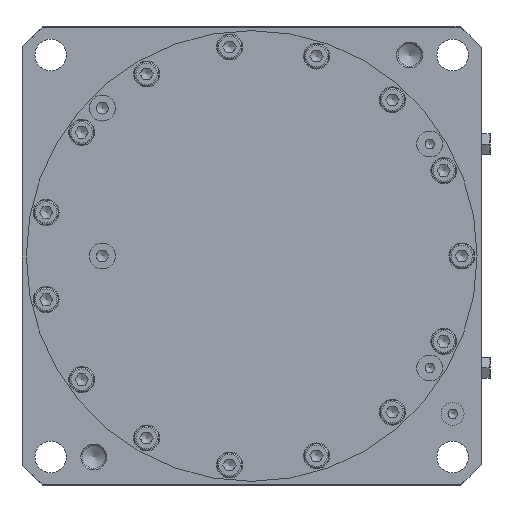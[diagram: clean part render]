
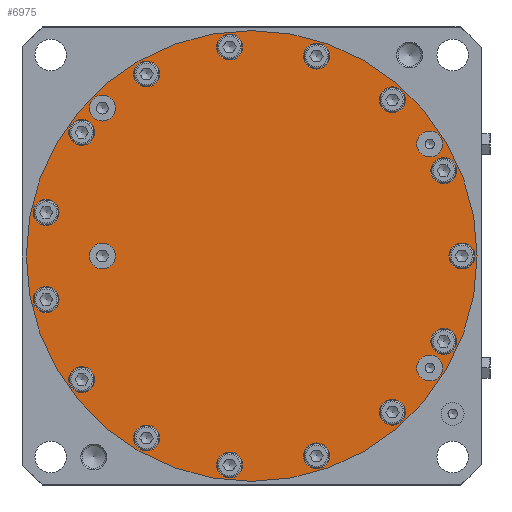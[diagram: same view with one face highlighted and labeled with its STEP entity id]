
A CAD part, front view. The second image highlights one B-rep face of the part: STEP entity #6975.
In plain terms, the highlighted face is planar.
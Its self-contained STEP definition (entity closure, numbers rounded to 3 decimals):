
#1493=PLANE('',#7933);
#1783=FACE_BOUND('',#2861,.T.);
#1784=FACE_BOUND('',#2862,.T.);
#1785=FACE_BOUND('',#2863,.T.);
#1786=FACE_BOUND('',#2864,.T.);
#1787=FACE_BOUND('',#2865,.T.);
#1788=FACE_BOUND('',#2866,.T.);
#1789=FACE_BOUND('',#2867,.T.);
#1790=FACE_BOUND('',#2868,.T.);
#1791=FACE_BOUND('',#2869,.T.);
#1792=FACE_BOUND('',#2870,.T.);
#1793=FACE_BOUND('',#2871,.T.);
#1794=FACE_BOUND('',#2872,.T.);
#1795=FACE_BOUND('',#2873,.T.);
#1796=FACE_BOUND('',#2874,.T.);
#1797=FACE_BOUND('',#2875,.T.);
#1798=FACE_BOUND('',#2876,.T.);
#1799=FACE_BOUND('',#2877,.T.);
#1800=FACE_BOUND('',#2878,.T.);
#1801=FACE_BOUND('',#2879,.T.);
#2218=FACE_OUTER_BOUND('',#2860,.T.);
#2860=EDGE_LOOP('',(#6358));
#2861=EDGE_LOOP('',(#6359));
#2862=EDGE_LOOP('',(#6360));
#2863=EDGE_LOOP('',(#6361));
#2864=EDGE_LOOP('',(#6362));
#2865=EDGE_LOOP('',(#6363));
#2866=EDGE_LOOP('',(#6364));
#2867=EDGE_LOOP('',(#6365));
#2868=EDGE_LOOP('',(#6366));
#2869=EDGE_LOOP('',(#6367));
#2870=EDGE_LOOP('',(#6368));
#2871=EDGE_LOOP('',(#6369));
#2872=EDGE_LOOP('',(#6370));
#2873=EDGE_LOOP('',(#6371));
#2874=EDGE_LOOP('',(#6372));
#2875=EDGE_LOOP('',(#6373));
#2876=EDGE_LOOP('',(#6374));
#2877=EDGE_LOOP('',(#6375));
#2878=EDGE_LOOP('',(#6376));
#2879=EDGE_LOOP('',(#6377));
#3115=CIRCLE('',#7800,4.5);
#3119=CIRCLE('',#7807,4.5);
#3123=CIRCLE('',#7814,4.5);
#3127=CIRCLE('',#7821,4.5);
#3131=CIRCLE('',#7828,4.5);
#3135=CIRCLE('',#7835,4.5);
#3139=CIRCLE('',#7842,4.5);
#3143=CIRCLE('',#7849,4.5);
#3147=CIRCLE('',#7856,4.5);
#3151=CIRCLE('',#7863,4.5);
#3155=CIRCLE('',#7870,4.5);
#3159=CIRCLE('',#7877,4.5);
#3163=CIRCLE('',#7884,4.5);
#3167=CIRCLE('',#7891,4.5);
#3171=CIRCLE('',#7898,4.5);
#3175=CIRCLE('',#7905,4.5);
#3179=CIRCLE('',#7912,4.5);
#3183=CIRCLE('',#7919,4.5);
#3187=CIRCLE('',#7926,4.5);
#3189=CIRCLE('',#7930,78.5);
#3738=VERTEX_POINT('',#11859);
#3742=VERTEX_POINT('',#11870);
#3746=VERTEX_POINT('',#11881);
#3750=VERTEX_POINT('',#11892);
#3754=VERTEX_POINT('',#11903);
#3758=VERTEX_POINT('',#11914);
#3762=VERTEX_POINT('',#11925);
#3766=VERTEX_POINT('',#11936);
#3770=VERTEX_POINT('',#11947);
#3774=VERTEX_POINT('',#11958);
#3778=VERTEX_POINT('',#11969);
#3782=VERTEX_POINT('',#11980);
#3786=VERTEX_POINT('',#11991);
#3790=VERTEX_POINT('',#12002);
#3794=VERTEX_POINT('',#12013);
#3798=VERTEX_POINT('',#12024);
#3802=VERTEX_POINT('',#12035);
#3806=VERTEX_POINT('',#12046);
#3810=VERTEX_POINT('',#12057);
#3812=VERTEX_POINT('',#12063);
#4597=EDGE_CURVE('',#3738,#3738,#3115,.T.);
#4601=EDGE_CURVE('',#3742,#3742,#3119,.T.);
#4605=EDGE_CURVE('',#3746,#3746,#3123,.T.);
#4609=EDGE_CURVE('',#3750,#3750,#3127,.T.);
#4613=EDGE_CURVE('',#3754,#3754,#3131,.T.);
#4617=EDGE_CURVE('',#3758,#3758,#3135,.T.);
#4621=EDGE_CURVE('',#3762,#3762,#3139,.T.);
#4625=EDGE_CURVE('',#3766,#3766,#3143,.T.);
#4629=EDGE_CURVE('',#3770,#3770,#3147,.T.);
#4633=EDGE_CURVE('',#3774,#3774,#3151,.T.);
#4637=EDGE_CURVE('',#3778,#3778,#3155,.T.);
#4641=EDGE_CURVE('',#3782,#3782,#3159,.T.);
#4645=EDGE_CURVE('',#3786,#3786,#3163,.T.);
#4649=EDGE_CURVE('',#3790,#3790,#3167,.T.);
#4653=EDGE_CURVE('',#3794,#3794,#3171,.T.);
#4657=EDGE_CURVE('',#3798,#3798,#3175,.T.);
#4661=EDGE_CURVE('',#3802,#3802,#3179,.T.);
#4665=EDGE_CURVE('',#3806,#3806,#3183,.T.);
#4669=EDGE_CURVE('',#3810,#3810,#3187,.T.);
#4671=EDGE_CURVE('',#3812,#3812,#3189,.T.);
#6358=ORIENTED_EDGE('',*,*,#4671,.T.);
#6359=ORIENTED_EDGE('',*,*,#4597,.T.);
#6360=ORIENTED_EDGE('',*,*,#4601,.T.);
#6361=ORIENTED_EDGE('',*,*,#4605,.T.);
#6362=ORIENTED_EDGE('',*,*,#4609,.T.);
#6363=ORIENTED_EDGE('',*,*,#4613,.T.);
#6364=ORIENTED_EDGE('',*,*,#4617,.T.);
#6365=ORIENTED_EDGE('',*,*,#4621,.T.);
#6366=ORIENTED_EDGE('',*,*,#4625,.T.);
#6367=ORIENTED_EDGE('',*,*,#4629,.T.);
#6368=ORIENTED_EDGE('',*,*,#4633,.T.);
#6369=ORIENTED_EDGE('',*,*,#4637,.T.);
#6370=ORIENTED_EDGE('',*,*,#4641,.T.);
#6371=ORIENTED_EDGE('',*,*,#4645,.T.);
#6372=ORIENTED_EDGE('',*,*,#4649,.T.);
#6373=ORIENTED_EDGE('',*,*,#4653,.T.);
#6374=ORIENTED_EDGE('',*,*,#4657,.T.);
#6375=ORIENTED_EDGE('',*,*,#4661,.T.);
#6376=ORIENTED_EDGE('',*,*,#4665,.T.);
#6377=ORIENTED_EDGE('',*,*,#4669,.T.);
#6975=ADVANCED_FACE('',(#2218,#1783,#1784,#1785,#1786,#1787,#1788,#1789,
#1790,#1791,#1792,#1793,#1794,#1795,#1796,#1797,#1798,#1799,#1800,#1801),
#1493,.T.);
#7800=AXIS2_PLACEMENT_3D('',#11860,#9637,#9638);
#7807=AXIS2_PLACEMENT_3D('',#11871,#9651,#9652);
#7814=AXIS2_PLACEMENT_3D('',#11882,#9665,#9666);
#7821=AXIS2_PLACEMENT_3D('',#11893,#9679,#9680);
#7828=AXIS2_PLACEMENT_3D('',#11904,#9693,#9694);
#7835=AXIS2_PLACEMENT_3D('',#11915,#9707,#9708);
#7842=AXIS2_PLACEMENT_3D('',#11926,#9721,#9722);
#7849=AXIS2_PLACEMENT_3D('',#11937,#9735,#9736);
#7856=AXIS2_PLACEMENT_3D('',#11948,#9749,#9750);
#7863=AXIS2_PLACEMENT_3D('',#11959,#9763,#9764);
#7870=AXIS2_PLACEMENT_3D('',#11970,#9777,#9778);
#7877=AXIS2_PLACEMENT_3D('',#11981,#9791,#9792);
#7884=AXIS2_PLACEMENT_3D('',#11992,#9805,#9806);
#7891=AXIS2_PLACEMENT_3D('',#12003,#9819,#9820);
#7898=AXIS2_PLACEMENT_3D('',#12014,#9833,#9834);
#7905=AXIS2_PLACEMENT_3D('',#12025,#9847,#9848);
#7912=AXIS2_PLACEMENT_3D('',#12036,#9861,#9862);
#7919=AXIS2_PLACEMENT_3D('',#12047,#9875,#9876);
#7926=AXIS2_PLACEMENT_3D('',#12058,#9889,#9890);
#7930=AXIS2_PLACEMENT_3D('',#12064,#9897,#9898);
#7933=AXIS2_PLACEMENT_3D('',#12068,#9903,#9904);
#9637=DIRECTION('center_axis',(0.,0.,-1.));
#9638=DIRECTION('ref_axis',(1.,0.,0.));
#9651=DIRECTION('center_axis',(0.,0.,-1.));
#9652=DIRECTION('ref_axis',(1.,0.,0.));
#9665=DIRECTION('center_axis',(0.,0.,-1.));
#9666=DIRECTION('ref_axis',(1.,0.,0.));
#9679=DIRECTION('center_axis',(0.,0.,-1.));
#9680=DIRECTION('ref_axis',(1.,0.,0.));
#9693=DIRECTION('center_axis',(0.,0.,-1.));
#9694=DIRECTION('ref_axis',(1.,0.,0.));
#9707=DIRECTION('center_axis',(0.,0.,-1.));
#9708=DIRECTION('ref_axis',(1.,0.,0.));
#9721=DIRECTION('center_axis',(0.,0.,-1.));
#9722=DIRECTION('ref_axis',(1.,0.,0.));
#9735=DIRECTION('center_axis',(0.,0.,-1.));
#9736=DIRECTION('ref_axis',(1.,0.,0.));
#9749=DIRECTION('center_axis',(0.,0.,-1.));
#9750=DIRECTION('ref_axis',(1.,0.,0.));
#9763=DIRECTION('center_axis',(0.,0.,-1.));
#9764=DIRECTION('ref_axis',(1.,0.,0.));
#9777=DIRECTION('center_axis',(0.,0.,-1.));
#9778=DIRECTION('ref_axis',(1.,0.,0.));
#9791=DIRECTION('center_axis',(0.,0.,-1.));
#9792=DIRECTION('ref_axis',(1.,0.,0.));
#9805=DIRECTION('center_axis',(0.,0.,-1.));
#9806=DIRECTION('ref_axis',(1.,0.,0.));
#9819=DIRECTION('center_axis',(0.,0.,-1.));
#9820=DIRECTION('ref_axis',(1.,0.,0.));
#9833=DIRECTION('center_axis',(0.,0.,-1.));
#9834=DIRECTION('ref_axis',(1.,0.,0.));
#9847=DIRECTION('center_axis',(0.,0.,-1.));
#9848=DIRECTION('ref_axis',(1.,0.,0.));
#9861=DIRECTION('center_axis',(0.,0.,-1.));
#9862=DIRECTION('ref_axis',(1.,0.,0.));
#9875=DIRECTION('center_axis',(0.,0.,-1.));
#9876=DIRECTION('ref_axis',(1.,0.,0.));
#9889=DIRECTION('center_axis',(0.,0.,-1.));
#9890=DIRECTION('ref_axis',(1.,0.,0.));
#9897=DIRECTION('center_axis',(0.,0.,1.));
#9898=DIRECTION('ref_axis',(-1.,0.,0.));
#9903=DIRECTION('center_axis',(0.,0.,1.));
#9904=DIRECTION('ref_axis',(1.,0.,0.));
#11859=CARTESIAN_POINT('',(66.5,39.,50.));
#11860=CARTESIAN_POINT('Origin',(62.,39.,50.));
#11870=CARTESIAN_POINT('',(66.5,-39.,50.));
#11871=CARTESIAN_POINT('Origin',(62.,-39.,50.));
#11881=CARTESIAN_POINT('',(-47.5,0.,50.));
#11882=CARTESIAN_POINT('Origin',(-52.,0.,50.));
#11892=CARTESIAN_POINT('',(-47.5,51.5,50.));
#11893=CARTESIAN_POINT('Origin',(-52.,51.5,50.));
#11903=CARTESIAN_POINT('',(53.5,-54.4,50.));
#11904=CARTESIAN_POINT('Origin',(49.,-54.4,50.));
#11914=CARTESIAN_POINT('',(-3.2,-72.8,50.));
#11915=CARTESIAN_POINT('Origin',(-7.7,-72.8,50.));
#11925=CARTESIAN_POINT('',(-54.7,-43.05,50.));
#11926=CARTESIAN_POINT('Origin',(-59.2,-43.05,50.));
#11936=CARTESIAN_POINT('',(-67.1,15.2,50.));
#11937=CARTESIAN_POINT('Origin',(-71.6,15.2,50.));
#11947=CARTESIAN_POINT('',(-32.1,63.4,50.));
#11948=CARTESIAN_POINT('Origin',(-36.6,63.4,50.));
#11958=CARTESIAN_POINT('',(27.1,69.6,50.));
#11959=CARTESIAN_POINT('Origin',(22.6,69.6,50.));
#11969=CARTESIAN_POINT('',(71.4,29.75,50.));
#11970=CARTESIAN_POINT('Origin',(66.9,29.75,50.));
#11980=CARTESIAN_POINT('',(77.7,0.,50.));
#11981=CARTESIAN_POINT('Origin',(73.2,0.,50.));
#11991=CARTESIAN_POINT('',(53.5,54.4,50.));
#11992=CARTESIAN_POINT('Origin',(49.,54.4,50.));
#12002=CARTESIAN_POINT('',(-3.2,72.8,50.));
#12003=CARTESIAN_POINT('Origin',(-7.7,72.8,50.));
#12013=CARTESIAN_POINT('',(-54.7,43.05,50.));
#12014=CARTESIAN_POINT('Origin',(-59.2,43.05,50.));
#12024=CARTESIAN_POINT('',(-67.1,-15.2,50.));
#12025=CARTESIAN_POINT('Origin',(-71.6,-15.2,50.));
#12035=CARTESIAN_POINT('',(-32.1,-63.4,50.));
#12036=CARTESIAN_POINT('Origin',(-36.6,-63.4,50.));
#12046=CARTESIAN_POINT('',(27.1,-69.6,50.));
#12047=CARTESIAN_POINT('Origin',(22.6,-69.6,50.));
#12057=CARTESIAN_POINT('',(71.4,-29.75,50.));
#12058=CARTESIAN_POINT('Origin',(66.9,-29.75,50.));
#12063=CARTESIAN_POINT('',(78.5,0.,50.));
#12064=CARTESIAN_POINT('Origin',(0.,0.,50.));
#12068=CARTESIAN_POINT('Origin',(0.,0.,50.));
